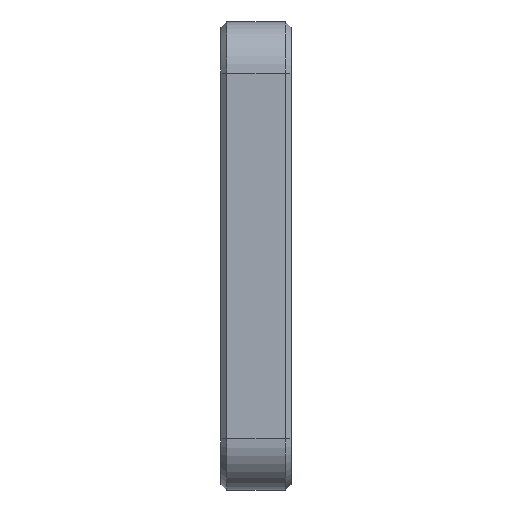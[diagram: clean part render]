
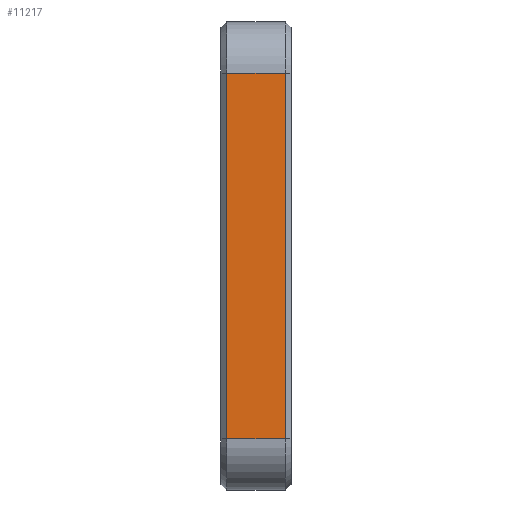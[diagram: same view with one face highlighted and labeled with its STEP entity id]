
A CAD part, left-side view. The second image highlights one B-rep face of the part: STEP entity #11217.
In plain terms, the highlighted planar face has unit normal (-1, 0, 0).
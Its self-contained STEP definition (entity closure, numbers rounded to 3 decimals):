
#65 = VECTOR ( 'NONE', #10538, 1000. ) ;
#324 = DIRECTION ( 'NONE',  ( 0., -1., 0. ) ) ;
#378 = ORIENTED_EDGE ( 'NONE', *, *, #4236, .T. ) ;
#413 = EDGE_LOOP ( 'NONE', ( #8039, #378, #2879, #2789 ) ) ;
#641 = CARTESIAN_POINT ( 'NONE',  ( -65.125, 1.2, 32. ) ) ;
#1688 = DIRECTION ( 'NONE',  ( -1., 0., 0. ) ) ;
#2136 = CARTESIAN_POINT ( 'NONE',  ( -65.125, 11.3, 32. ) ) ;
#2170 = VERTEX_POINT ( 'NONE', #2136 ) ;
#2789 = ORIENTED_EDGE ( 'NONE', *, *, #9471, .T. ) ;
#2879 = ORIENTED_EDGE ( 'NONE', *, *, #11094, .T. ) ;
#3559 = CARTESIAN_POINT ( 'NONE',  ( -65.125, 1., 32. ) ) ;
#3715 = VERTEX_POINT ( 'NONE', #5292 ) ;
#3791 = LINE ( 'NONE', #9610, #11984 ) ;
#4236 = EDGE_CURVE ( 'NONE', #2170, #3715, #11398, .T. ) ;
#4471 = VERTEX_POINT ( 'NONE', #6698 ) ;
#5292 = CARTESIAN_POINT ( 'NONE',  ( -65.125, 11.3, -32. ) ) ;
#5460 = CARTESIAN_POINT ( 'NONE',  ( -65.125, 1., -32. ) ) ;
#5612 = FACE_OUTER_BOUND ( 'NONE', #413, .T. ) ;
#5673 = DIRECTION ( 'NONE',  ( 0., 0., 1. ) ) ;
#5954 = EDGE_CURVE ( 'NONE', #2170, #4471, #3791, .T. ) ;
#6201 = AXIS2_PLACEMENT_3D ( 'NONE', #641, #1688, #5673 ) ;
#6698 = CARTESIAN_POINT ( 'NONE',  ( -65.125, 1., 32. ) ) ;
#7580 = VERTEX_POINT ( 'NONE', #5460 ) ;
#8039 = ORIENTED_EDGE ( 'NONE', *, *, #5954, .F. ) ;
#8537 = LINE ( 'NONE', #3559, #65 ) ;
#9383 = DIRECTION ( 'NONE',  ( 0., 0., -1. ) ) ;
#9471 = EDGE_CURVE ( 'NONE', #7580, #4471, #8537, .T. ) ;
#9600 = PLANE ( 'NONE',  #6201 ) ;
#9610 = CARTESIAN_POINT ( 'NONE',  ( -65.125, 1.2, 32. ) ) ;
#9947 = VECTOR ( 'NONE', #324, 1000. ) ;
#10538 = DIRECTION ( 'NONE',  ( 0., 0., 1. ) ) ;
#10667 = CARTESIAN_POINT ( 'NONE',  ( -65.125, 11.3, 32. ) ) ;
#11094 = EDGE_CURVE ( 'NONE', #3715, #7580, #11362, .T. ) ;
#11217 = ADVANCED_FACE ( 'NONE', ( #5612 ), #9600, .T. ) ;
#11362 = LINE ( 'NONE', #12459, #9947 ) ;
#11398 = LINE ( 'NONE', #10667, #11961 ) ;
#11961 = VECTOR ( 'NONE', #9383, 1000. ) ;
#11984 = VECTOR ( 'NONE', #12798, 1000. ) ;
#12459 = CARTESIAN_POINT ( 'NONE',  ( -65.125, 1.2, -32. ) ) ;
#12798 = DIRECTION ( 'NONE',  ( 0., -1., 0. ) ) ;
